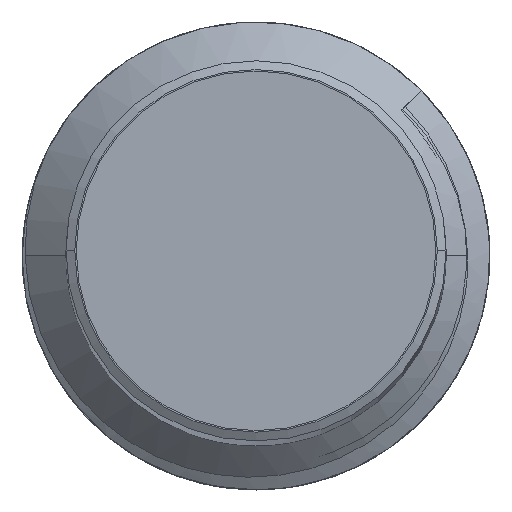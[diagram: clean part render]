
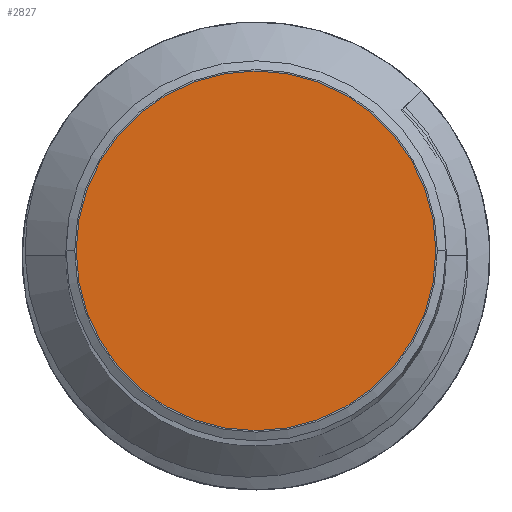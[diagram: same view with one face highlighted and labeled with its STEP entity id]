
A CAD part, top view. The second image highlights one B-rep face of the part: STEP entity #2827.
In plain terms, the highlighted planar face has unit normal (0, 0, 1).
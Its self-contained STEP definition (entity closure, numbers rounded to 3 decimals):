
#2700=CARTESIAN_POINT('',(0.,0.,0.));
#2701=DIRECTION('',(0.,0.,1.));
#2702=DIRECTION('',(0.,-1.,0.));
#2703=AXIS2_PLACEMENT_3D('',#2700,#2701,#2702);
#2713=CARTESIAN_POINT('',(0.,0.,0.));
#2714=DIRECTION('',(0.,0.,-1.));
#2715=DIRECTION('',(0.,-1.,0.));
#2716=AXIS2_PLACEMENT_3D('',#2713,#2714,#2715);
#2732=CARTESIAN_POINT('',(0.,-3.075,0.));
#2733=CARTESIAN_POINT('',(0.,3.075,0.));
#2734=VERTEX_POINT('',#2732);
#2735=VERTEX_POINT('',#2733);
#2818=CARTESIAN_POINT('',(0.,0.,0.));
#2819=DIRECTION('',(0.,0.,-1.));
#2820=DIRECTION('',(0.,-1.,0.));
#2821=AXIS2_PLACEMENT_3D('',#2818,#2819,#2820);
#2822=PLANE('',#2821);
#2823=ORIENTED_EDGE('',*,*,#2800,.F.);
#2824=ORIENTED_EDGE('',*,*,#2813,.T.);
#2825=EDGE_LOOP('',(#2823,#2824));
#2826=FACE_OUTER_BOUND('',#2825,.F.);
#2827=ADVANCED_FACE('',(#2826),#2822,.F.);
#2704=CIRCLE('',#2703,3.075);
#2717=CIRCLE('',#2716,3.075);
#2800=EDGE_CURVE('',#2734,#2735,#2704,.T.);
#2813=EDGE_CURVE('',#2734,#2735,#2717,.T.);
